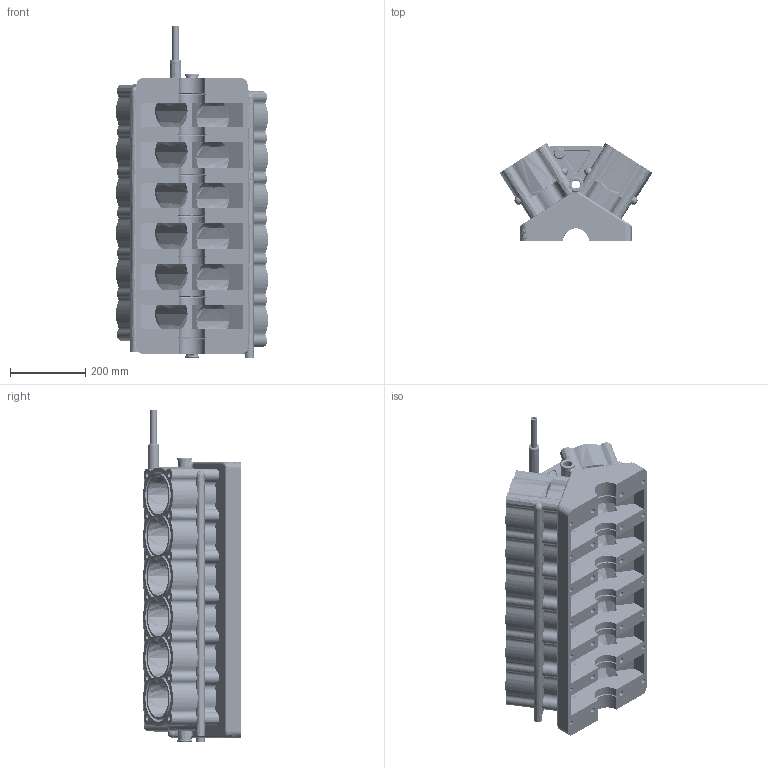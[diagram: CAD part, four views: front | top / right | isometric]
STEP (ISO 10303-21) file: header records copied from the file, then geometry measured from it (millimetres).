
FILE_DESCRIPTION(('FreeCAD Model'),'2;1');
FILE_NAME('Open CASCADE Shape Model','2025-05-04T09:14:52',('FreeCAD'),( 'FreeCAD'),'Open CASCADE STEP processor 7.6','FreeCAD','Unknown');
FILE_SCHEMA(('AUTOMOTIVE_DESIGN { 1 0 10303 214 1 1 1 1 }'));
Products named in the file (1): Open CASCADE STEP translator 7.6 1
Bounding box: 405.24 x 259.98 x 882.49 mm (x, y, z)
Volume: 18586818.1 mm3; surface area: 3269110.4 mm2
Topology: 1 solids, 1 shells, 2572 faces, 7829 edges, 5050 vertices
Faces by surface type: bspline 2572
Entity records: 96101 total; most frequent: CARTESIAN_POINT 54307, ORIENTED_EDGE 15568, EDGE_CURVE 7784, VERTEX_POINT 5050, FACE_BOUND 3544, EDGE_LOOP 3544, B_SPLINE_CURVE_WITH_KNOTS 3261, ADVANCED_FACE 2572
